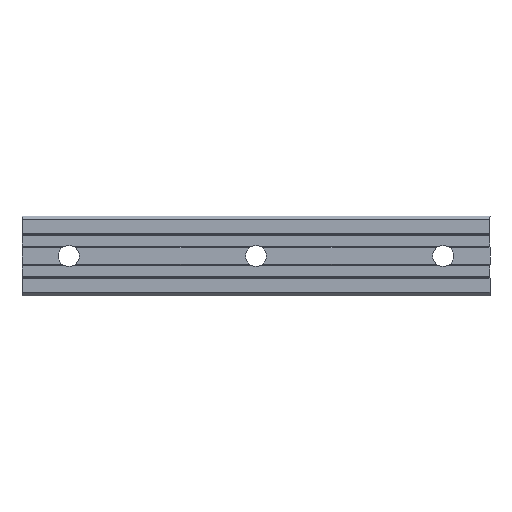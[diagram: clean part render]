
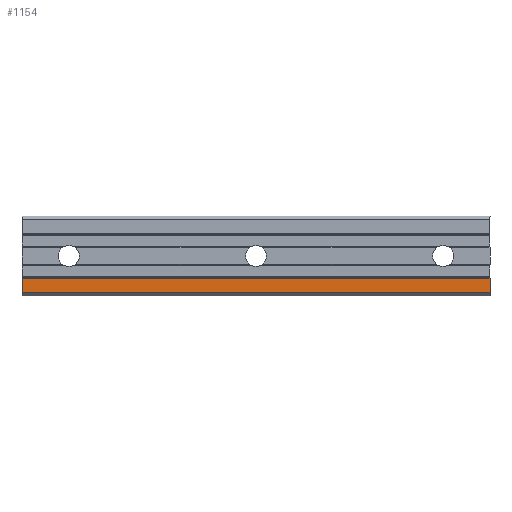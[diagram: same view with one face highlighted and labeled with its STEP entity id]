
A CAD part, front view. The second image highlights one B-rep face of the part: STEP entity #1154.
In plain terms, the highlighted planar face has unit normal (0, -1, 0).
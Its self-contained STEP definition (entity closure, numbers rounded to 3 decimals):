
#207 = FACE_OUTER_BOUND ( 'NONE', #2003, .T. ) ;
#236 = VECTOR ( 'NONE', #1009, 1000. ) ;
#329 = EDGE_CURVE ( 'NONE', #2635, #2744, #2009, .T. ) ;
#392 = LINE ( 'NONE', #1464, #236 ) ;
#414 = VERTEX_POINT ( 'NONE', #1655 ) ;
#454 = DIRECTION ( 'NONE',  ( 0., 0., -1. ) ) ;
#646 = DIRECTION ( 'NONE',  ( 0., 0., 1. ) ) ;
#740 = CARTESIAN_POINT ( 'NONE',  ( -20., 0., -15.5 ) ) ;
#760 = CARTESIAN_POINT ( 'NONE',  ( 180., 0., -9.5 ) ) ;
#921 = DIRECTION ( 'NONE',  ( 1., 0., 0. ) ) ;
#1002 = DIRECTION ( 'NONE',  ( 0., 1., 0. ) ) ;
#1009 = DIRECTION ( 'NONE',  ( 0., 0., -1. ) ) ;
#1154 = ADVANCED_FACE ( 'NONE', ( #207 ), #2078, .F. ) ;
#1213 = CARTESIAN_POINT ( 'NONE',  ( 180., 0., -15.5 ) ) ;
#1355 = CARTESIAN_POINT ( 'NONE',  ( 180., 0., -15.5 ) ) ;
#1464 = CARTESIAN_POINT ( 'NONE',  ( 180., 0., 16.739 ) ) ;
#1655 = CARTESIAN_POINT ( 'NONE',  ( -20., 0., -9.5 ) ) ;
#1730 = ORIENTED_EDGE ( 'NONE', *, *, #2171, .T. ) ;
#1825 = CARTESIAN_POINT ( 'NONE',  ( 180., 0., -9.5 ) ) ;
#1856 = CARTESIAN_POINT ( 'NONE',  ( 180., 0., -9.5 ) ) ;
#1896 = LINE ( 'NONE', #2749, #2420 ) ;
#1927 = ORIENTED_EDGE ( 'NONE', *, *, #329, .T. ) ;
#1964 = EDGE_CURVE ( 'NONE', #2727, #2744, #392, .T. ) ;
#2003 = EDGE_LOOP ( 'NONE', ( #1927, #2571, #2410, #1730 ) ) ;
#2009 = LINE ( 'NONE', #1355, #2585 ) ;
#2078 = PLANE ( 'NONE',  #2196 ) ;
#2171 = EDGE_CURVE ( 'NONE', #414, #2635, #1896, .T. ) ;
#2196 = AXIS2_PLACEMENT_3D ( 'NONE', #1825, #1002, #646 ) ;
#2230 = LINE ( 'NONE', #760, #2313 ) ;
#2313 = VECTOR ( 'NONE', #921, 1000. ) ;
#2323 = EDGE_CURVE ( 'NONE', #414, #2727, #2230, .T. ) ;
#2410 = ORIENTED_EDGE ( 'NONE', *, *, #2323, .F. ) ;
#2420 = VECTOR ( 'NONE', #454, 1000. ) ;
#2450 = DIRECTION ( 'NONE',  ( 1., 0., 0. ) ) ;
#2571 = ORIENTED_EDGE ( 'NONE', *, *, #1964, .F. ) ;
#2585 = VECTOR ( 'NONE', #2450, 1000. ) ;
#2635 = VERTEX_POINT ( 'NONE', #740 ) ;
#2727 = VERTEX_POINT ( 'NONE', #1856 ) ;
#2744 = VERTEX_POINT ( 'NONE', #1213 ) ;
#2749 = CARTESIAN_POINT ( 'NONE',  ( -20., 0., 16.739 ) ) ;
